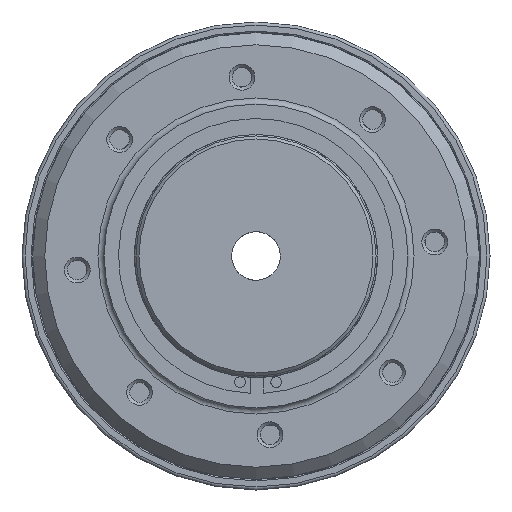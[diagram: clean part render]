
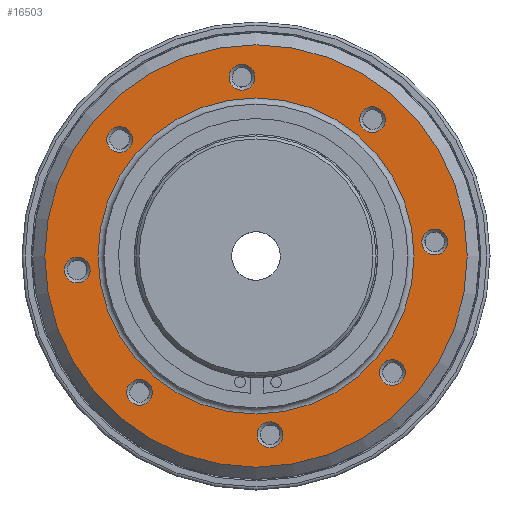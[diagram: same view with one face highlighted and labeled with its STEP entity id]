
A CAD part, left-side view. The second image highlights one B-rep face of the part: STEP entity #16503.
In plain terms, the highlighted planar face has unit normal (-1, 0, 0).
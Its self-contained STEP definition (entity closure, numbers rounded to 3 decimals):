
#2077=PLANE('',#17374);
#2890=ORIENTED_EDGE('',*,*,#6013,.T.);
#2891=ORIENTED_EDGE('',*,*,#6012,.T.);
#2892=ORIENTED_EDGE('',*,*,#6011,.T.);
#2893=ORIENTED_EDGE('',*,*,#6010,.T.);
#2894=ORIENTED_EDGE('',*,*,#6009,.T.);
#2895=ORIENTED_EDGE('',*,*,#6008,.T.);
#2896=ORIENTED_EDGE('',*,*,#6007,.T.);
#2897=ORIENTED_EDGE('',*,*,#6006,.T.);
#2898=ORIENTED_EDGE('',*,*,#6015,.T.);
#2899=ORIENTED_EDGE('',*,*,#6005,.F.);
#6005=EDGE_CURVE('',#7620,#7620,#8780,.T.);
#6006=EDGE_CURVE('',#7621,#7621,#8781,.T.);
#6007=EDGE_CURVE('',#7622,#7622,#8782,.T.);
#6008=EDGE_CURVE('',#7623,#7623,#8783,.T.);
#6009=EDGE_CURVE('',#7624,#7624,#8784,.T.);
#6010=EDGE_CURVE('',#7625,#7625,#8785,.T.);
#6011=EDGE_CURVE('',#7626,#7626,#8786,.T.);
#6012=EDGE_CURVE('',#7627,#7627,#8787,.T.);
#6013=EDGE_CURVE('',#7628,#7628,#8788,.T.);
#6015=EDGE_CURVE('',#7630,#7630,#8790,.T.);
#7620=VERTEX_POINT('',#22219);
#7621=VERTEX_POINT('',#22222);
#7622=VERTEX_POINT('',#22225);
#7623=VERTEX_POINT('',#22228);
#7624=VERTEX_POINT('',#22231);
#7625=VERTEX_POINT('',#22234);
#7626=VERTEX_POINT('',#22237);
#7627=VERTEX_POINT('',#22240);
#7628=VERTEX_POINT('',#22243);
#7630=VERTEX_POINT('',#22249);
#8780=CIRCLE('',#17355,34.75);
#8781=CIRCLE('',#17357,2.121);
#8782=CIRCLE('',#17359,2.121);
#8783=CIRCLE('',#17361,2.121);
#8784=CIRCLE('',#17363,2.121);
#8785=CIRCLE('',#17365,2.121);
#8786=CIRCLE('',#17367,2.121);
#8787=CIRCLE('',#17369,2.121);
#8788=CIRCLE('',#17371,2.121);
#8790=CIRCLE('',#17375,26.);
#9339=EDGE_LOOP('',(#2890));
#9340=EDGE_LOOP('',(#2891));
#9341=EDGE_LOOP('',(#2892));
#9342=EDGE_LOOP('',(#2893));
#9343=EDGE_LOOP('',(#2894));
#9344=EDGE_LOOP('',(#2895));
#9345=EDGE_LOOP('',(#2896));
#9346=EDGE_LOOP('',(#2897));
#9347=EDGE_LOOP('',(#2898));
#9348=EDGE_LOOP('',(#2899));
#10379=FACE_BOUND('',#9339,.T.);
#10380=FACE_BOUND('',#9340,.T.);
#10381=FACE_BOUND('',#9341,.T.);
#10382=FACE_BOUND('',#9342,.T.);
#10383=FACE_BOUND('',#9343,.T.);
#10384=FACE_BOUND('',#9344,.T.);
#10385=FACE_BOUND('',#9345,.T.);
#10386=FACE_BOUND('',#9346,.T.);
#10387=FACE_BOUND('',#9347,.T.);
#10388=FACE_BOUND('',#9348,.T.);
#16503=ADVANCED_FACE('',(#10379,#10380,#10381,#10382,#10383,#10384,#10385,
#10386,#10387,#10388),#2077,.F.);
#17355=AXIS2_PLACEMENT_3D('',#22218,#18795,#18796);
#17357=AXIS2_PLACEMENT_3D('',#22221,#18799,#18800);
#17359=AXIS2_PLACEMENT_3D('',#22224,#18803,#18804);
#17361=AXIS2_PLACEMENT_3D('',#22227,#18807,#18808);
#17363=AXIS2_PLACEMENT_3D('',#22230,#18811,#18812);
#17365=AXIS2_PLACEMENT_3D('',#22233,#18815,#18816);
#17367=AXIS2_PLACEMENT_3D('',#22236,#18819,#18820);
#17369=AXIS2_PLACEMENT_3D('',#22239,#18823,#18824);
#17371=AXIS2_PLACEMENT_3D('',#22242,#18827,#18828);
#17374=AXIS2_PLACEMENT_3D('',#22247,#18833,#18834);
#17375=AXIS2_PLACEMENT_3D('',#22248,#18835,#18836);
#18795=DIRECTION('',(1.,0.,0.));
#18796=DIRECTION('',(0.,0.,-1.));
#18799=DIRECTION('',(1.,0.,0.));
#18800=DIRECTION('',(0.,0.,-1.));
#18803=DIRECTION('',(1.,0.,0.));
#18804=DIRECTION('',(0.,0.,-1.));
#18807=DIRECTION('',(1.,0.,0.));
#18808=DIRECTION('',(0.,0.,-1.));
#18811=DIRECTION('',(1.,0.,0.));
#18812=DIRECTION('',(0.,0.,-1.));
#18815=DIRECTION('',(1.,0.,0.));
#18816=DIRECTION('',(0.,0.,-1.));
#18819=DIRECTION('',(1.,0.,0.));
#18820=DIRECTION('',(0.,0.,-1.));
#18823=DIRECTION('',(1.,0.,0.));
#18824=DIRECTION('',(0.,0.,-1.));
#18827=DIRECTION('',(1.,0.,0.));
#18828=DIRECTION('',(0.,0.,-1.));
#18833=DIRECTION('',(1.,0.,0.));
#18834=DIRECTION('',(0.,0.,-1.));
#18835=DIRECTION('',(1.,0.,0.));
#18836=DIRECTION('',(0.,0.,-1.));
#22218=CARTESIAN_POINT('',(6.7,0.,0.));
#22219=CARTESIAN_POINT('',(6.7,0.,-34.75));
#22221=CARTESIAN_POINT('',(6.7,29.409,-2.315));
#22222=CARTESIAN_POINT('',(6.7,29.409,-4.436));
#22224=CARTESIAN_POINT('',(6.7,22.432,19.159));
#22225=CARTESIAN_POINT('',(6.7,22.432,17.038));
#22227=CARTESIAN_POINT('',(6.7,2.315,29.409));
#22228=CARTESIAN_POINT('',(6.7,2.315,27.288));
#22230=CARTESIAN_POINT('',(6.7,-19.159,22.432));
#22231=CARTESIAN_POINT('',(6.7,-19.159,20.311));
#22233=CARTESIAN_POINT('',(6.7,-29.409,2.315));
#22234=CARTESIAN_POINT('',(6.7,-29.409,0.194));
#22236=CARTESIAN_POINT('',(6.7,19.159,-22.432));
#22237=CARTESIAN_POINT('',(6.7,19.159,-24.553));
#22239=CARTESIAN_POINT('',(6.7,-2.315,-29.409));
#22240=CARTESIAN_POINT('',(6.7,-2.315,-31.53));
#22242=CARTESIAN_POINT('',(6.7,-22.432,-19.159));
#22243=CARTESIAN_POINT('',(6.7,-22.432,-21.28));
#22247=CARTESIAN_POINT('',(6.7,0.,36.75));
#22248=CARTESIAN_POINT('',(6.7,0.,0.));
#22249=CARTESIAN_POINT('',(6.7,0.,-26.));
